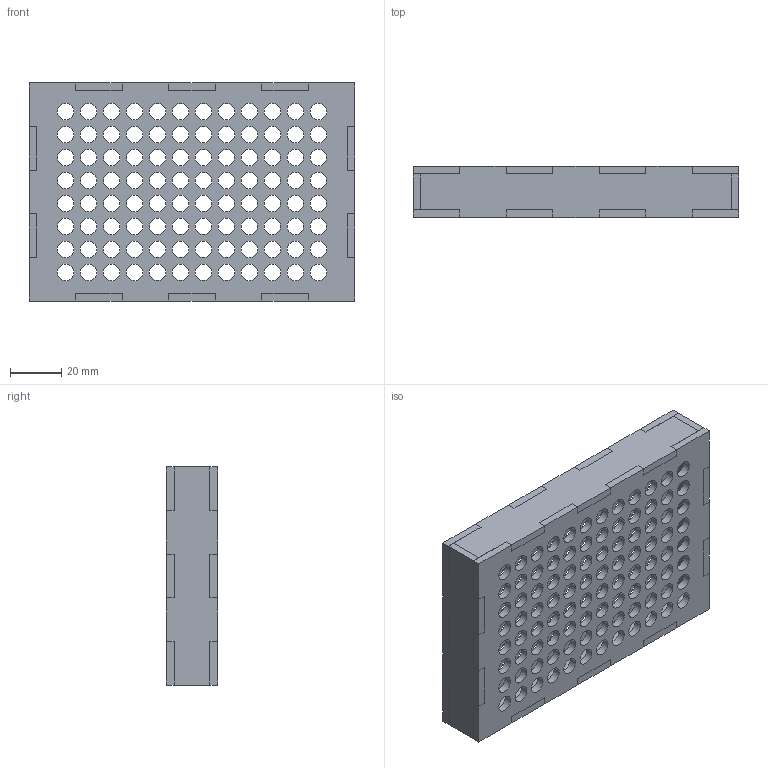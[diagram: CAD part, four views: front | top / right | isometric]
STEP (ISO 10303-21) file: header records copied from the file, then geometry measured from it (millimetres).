
FILE_DESCRIPTION(/* description */ (''),/* implementation_level */ '2;1');
FILE_NAME(/* name */ '3-2_3mm_PCRTubeLack_SBS_v1 v3.step',/* time_stamp */ '2022-04-10T14:48:56+09:00',/* author */ (''),/* organization */ (''),/* preprocessor_version */ 'ST-DEVELOPER v18.1',/* originating_system */ 'Autodesk Translation Framework v10.14.0.1471',/* authorisation */ '');
FILE_SCHEMA (('AUTOMOTIVE_DESIGN { 1 0 10303 214 3 1 1 }'));
Length unit declared in the file: millimetre
Products named in the file (1): 3-2_3mm_PCRTubeLack_SBS_v1
Bounding box: 127.76 x 20 x 85.48 mm (x, y, z)
Volume: 63820.3 mm3; surface area: 60410.7 mm2
Topology: 6 solids, 6 shells, 388 faces, 1128 edges, 752 vertices
Faces by surface type: plane 196, cylinder 192
Full cylindrical faces by diameter (mm): 6.5 x192
Entity records: 13712 total; most frequent: DIRECTION 2290, CARTESIAN_POINT 2269, ORIENTED_EDGE 2256, EDGE_CURVE 1128, AXIS2_PLACEMENT_3D 773, EDGE_LOOP 772, VERTEX_POINT 752, LINE 744
